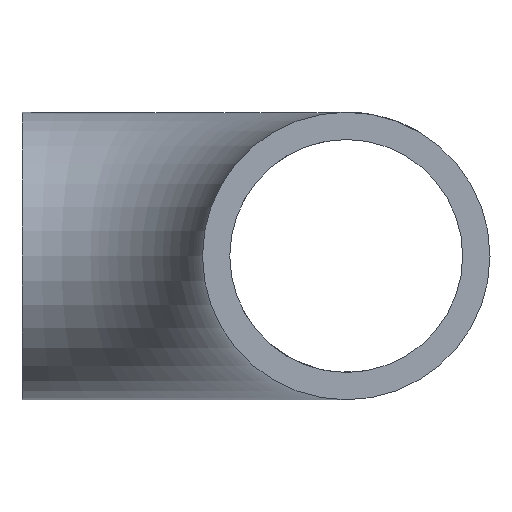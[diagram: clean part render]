
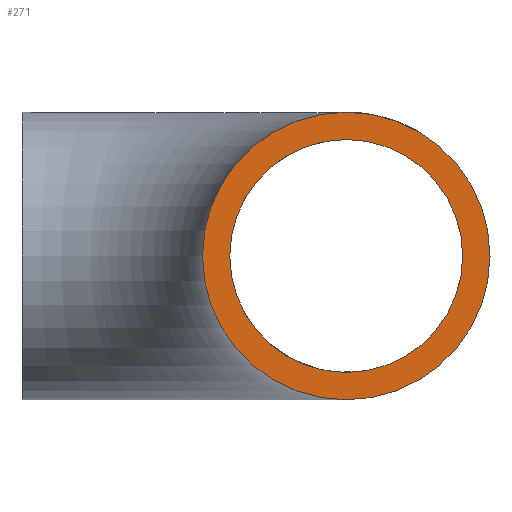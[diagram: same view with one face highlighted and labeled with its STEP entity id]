
A CAD part, left-side view. The second image highlights one B-rep face of the part: STEP entity #271.
In plain terms, the highlighted planar face has unit normal (-1, 0, 0).
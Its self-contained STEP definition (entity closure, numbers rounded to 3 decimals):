
#175 = DIRECTION ( 'NONE',  ( 0., 0., -1. ) ) ;
#213 = CARTESIAN_POINT ( 'NONE',  ( 0., 0., 13.65 ) ) ;
#271 = ADVANCED_FACE ( 'NONE', ( #13662, #1709 ), #9713, .F. ) ;
#856 = AXIS2_PLACEMENT_3D ( 'NONE', #3341, #16335, #13746 ) ;
#1390 = CIRCLE ( 'NONE', #856, 16.85 ) ;
#1604 = CIRCLE ( 'NONE', #6811, 16.85 ) ;
#1709 = FACE_OUTER_BOUND ( 'NONE', #12001, .T. ) ;
#1965 = ORIENTED_EDGE ( 'NONE', *, *, #5115, .F. ) ;
#2427 = ORIENTED_EDGE ( 'NONE', *, *, #11905, .T. ) ;
#2850 = DIRECTION ( 'NONE',  ( 1., 0., 0. ) ) ;
#3341 = CARTESIAN_POINT ( 'NONE',  ( 0., 0., 0. ) ) ;
#3410 = VERTEX_POINT ( 'NONE', #15983 ) ;
#4112 = CARTESIAN_POINT ( 'NONE',  ( 0., 0., -13.65 ) ) ;
#4237 = VERTEX_POINT ( 'NONE', #4112 ) ;
#4319 = EDGE_CURVE ( 'NONE', #7307, #3410, #1390, .T. ) ;
#5115 = EDGE_CURVE ( 'NONE', #3410, #7307, #1604, .T. ) ;
#5580 = DIRECTION ( 'NONE',  ( 1., 0., 0. ) ) ;
#6811 = AXIS2_PLACEMENT_3D ( 'NONE', #10132, #15397, #8658 ) ;
#6911 = CARTESIAN_POINT ( 'NONE',  ( 0., 0., 0. ) ) ;
#7008 = DIRECTION ( 'NONE',  ( 0., 0., -1. ) ) ;
#7307 = VERTEX_POINT ( 'NONE', #15040 ) ;
#7565 = EDGE_LOOP ( 'NONE', ( #9029, #2427 ) ) ;
#8301 = DIRECTION ( 'NONE',  ( 1., 0., 0. ) ) ;
#8658 = DIRECTION ( 'NONE',  ( 0., 0., -1. ) ) ;
#8662 = AXIS2_PLACEMENT_3D ( 'NONE', #16427, #5580, #13400 ) ;
#9029 = ORIENTED_EDGE ( 'NONE', *, *, #15029, .T. ) ;
#9373 = CARTESIAN_POINT ( 'NONE',  ( 0., 0., 0. ) ) ;
#9713 = PLANE ( 'NONE',  #8662 ) ;
#10132 = CARTESIAN_POINT ( 'NONE',  ( 0., 0., 0. ) ) ;
#11116 = ORIENTED_EDGE ( 'NONE', *, *, #4319, .F. ) ;
#11206 = CIRCLE ( 'NONE', #14252, 13.65 ) ;
#11905 = EDGE_CURVE ( 'NONE', #4237, #14525, #15504, .T. ) ;
#12001 = EDGE_LOOP ( 'NONE', ( #1965, #11116 ) ) ;
#13400 = DIRECTION ( 'NONE',  ( 0., 0., -1. ) ) ;
#13662 = FACE_BOUND ( 'NONE', #7565, .T. ) ;
#13746 = DIRECTION ( 'NONE',  ( 0., 0., -1. ) ) ;
#14252 = AXIS2_PLACEMENT_3D ( 'NONE', #9373, #2850, #175 ) ;
#14525 = VERTEX_POINT ( 'NONE', #213 ) ;
#15029 = EDGE_CURVE ( 'NONE', #14525, #4237, #11206, .T. ) ;
#15040 = CARTESIAN_POINT ( 'NONE',  ( 0., 0., 16.85 ) ) ;
#15397 = DIRECTION ( 'NONE',  ( 1., 0., 0. ) ) ;
#15504 = CIRCLE ( 'NONE', #16041, 13.65 ) ;
#15983 = CARTESIAN_POINT ( 'NONE',  ( 0., 0., -16.85 ) ) ;
#16041 = AXIS2_PLACEMENT_3D ( 'NONE', #6911, #8301, #7008 ) ;
#16335 = DIRECTION ( 'NONE',  ( 1., 0., 0. ) ) ;
#16427 = CARTESIAN_POINT ( 'NONE',  ( 0., 0., 0. ) ) ;
